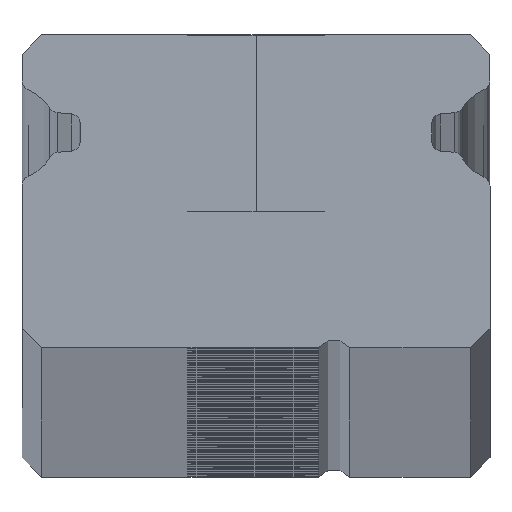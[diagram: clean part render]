
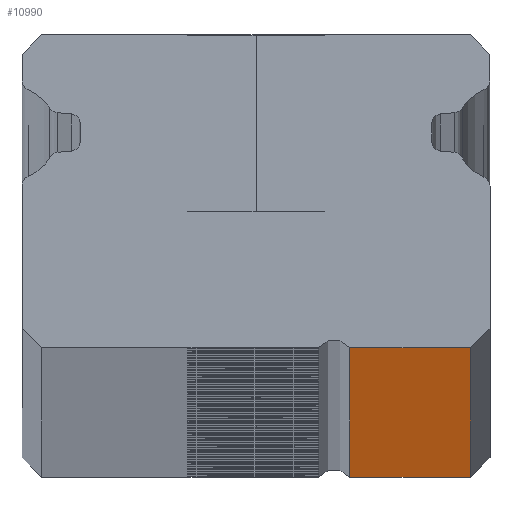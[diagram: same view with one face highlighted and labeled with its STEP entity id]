
A CAD part, top view. The second image highlights one B-rep face of the part: STEP entity #10990.
In plain terms, the highlighted planar face has unit normal (0, -1, 0).
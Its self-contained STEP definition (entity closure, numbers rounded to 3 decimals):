
#1222 = CARTESIAN_POINT ( 'NONE',  ( 5.484, -5.5, 950. ) ) ;
#2923 = ORIENTED_EDGE ( 'NONE', *, *, #4237, .F. ) ;
#3063 = DIRECTION ( 'NONE',  ( 0., 0., -1. ) ) ;
#3089 = DIRECTION ( 'NONE',  ( 0., 1., 0. ) ) ;
#3185 = DIRECTION ( 'NONE',  ( 0., 0., 1. ) ) ;
#3415 = EDGE_CURVE ( 'NONE', #9186, #4540, #4676, .T. ) ;
#3468 = ORIENTED_EDGE ( 'NONE', *, *, #3415, .T. ) ;
#3708 = ORIENTED_EDGE ( 'NONE', *, *, #14676, .T. ) ;
#3726 = LINE ( 'NONE', #6593, #9475 ) ;
#3731 = AXIS2_PLACEMENT_3D ( 'NONE', #6654, #3089, #3185 ) ;
#3738 = FACE_OUTER_BOUND ( 'NONE', #10240, .T. ) ;
#3749 = VECTOR ( 'NONE', #3063, 1000. ) ;
#4237 = EDGE_CURVE ( 'NONE', #9186, #6374, #3726, .T. ) ;
#4540 = VERTEX_POINT ( 'NONE', #14795 ) ;
#4676 = LINE ( 'NONE', #6735, #3749 ) ;
#5284 = CARTESIAN_POINT ( 'NONE',  ( 2.393, -5.5, 950. ) ) ;
#6276 = EDGE_CURVE ( 'NONE', #6374, #13559, #10703, .T. ) ;
#6374 = VERTEX_POINT ( 'NONE', #12721 ) ;
#6593 = CARTESIAN_POINT ( 'NONE',  ( 2.393, -5.5, 950. ) ) ;
#6654 = CARTESIAN_POINT ( 'NONE',  ( 2.393, -5.5, 950. ) ) ;
#6735 = CARTESIAN_POINT ( 'NONE',  ( 2.393, -5.5, 950. ) ) ;
#7354 = VECTOR ( 'NONE', #14536, 1000. ) ;
#8400 = DIRECTION ( 'NONE',  ( 0., 0., -1. ) ) ;
#9186 = VERTEX_POINT ( 'NONE', #5284 ) ;
#9389 = LINE ( 'NONE', #13340, #7354 ) ;
#9475 = VECTOR ( 'NONE', #12471, 1000. ) ;
#10240 = EDGE_LOOP ( 'NONE', ( #3708, #10797, #2923, #3468 ) ) ;
#10703 = LINE ( 'NONE', #1222, #11083 ) ;
#10797 = ORIENTED_EDGE ( 'NONE', *, *, #6276, .F. ) ;
#10990 = ADVANCED_FACE ( 'NONE', ( #3738 ), #13932, .F. ) ;
#11083 = VECTOR ( 'NONE', #8400, 1000. ) ;
#12471 = DIRECTION ( 'NONE',  ( 1., 0., 0. ) ) ;
#12721 = CARTESIAN_POINT ( 'NONE',  ( 5.484, -5.5, 950. ) ) ;
#13165 = CARTESIAN_POINT ( 'NONE',  ( 5.484, -5.5, -950. ) ) ;
#13340 = CARTESIAN_POINT ( 'NONE',  ( 2.393, -5.5, -950. ) ) ;
#13559 = VERTEX_POINT ( 'NONE', #13165 ) ;
#13932 = PLANE ( 'NONE',  #3731 ) ;
#14536 = DIRECTION ( 'NONE',  ( 1., 0., 0. ) ) ;
#14676 = EDGE_CURVE ( 'NONE', #4540, #13559, #9389, .T. ) ;
#14795 = CARTESIAN_POINT ( 'NONE',  ( 2.393, -5.5, -950. ) ) ;
